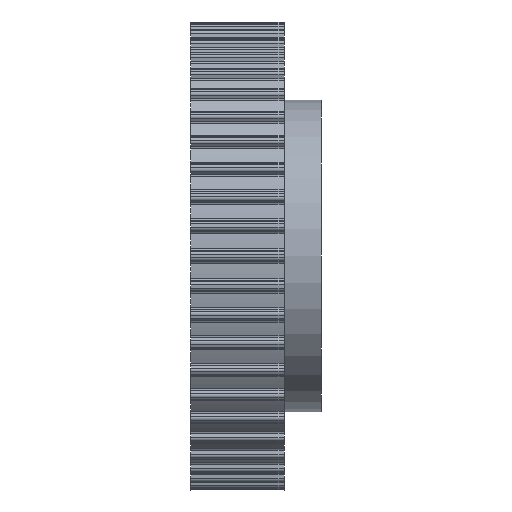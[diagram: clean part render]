
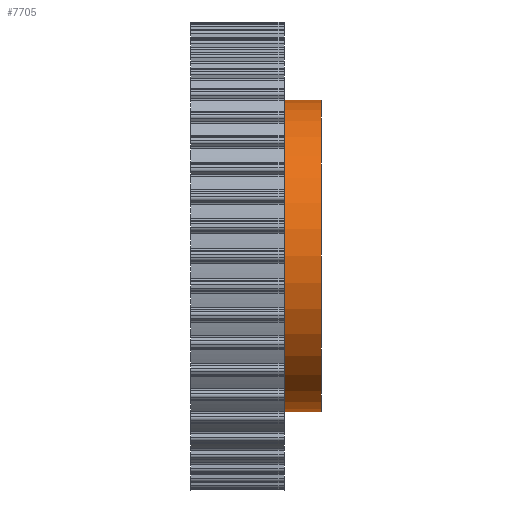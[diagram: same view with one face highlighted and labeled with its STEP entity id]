
A CAD part, front view. The second image highlights one B-rep face of the part: STEP entity #7705.
In plain terms, the highlighted cylindrical face has radius 25 mm (diameter 50 mm), a full revolution.
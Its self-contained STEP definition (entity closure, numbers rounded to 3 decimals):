
#55=CYLINDRICAL_SURFACE('',#8709,25.);
#574=VECTOR('',#10489,1.);
#1189=LINE('',#13286,#574);
#2034=VERTEX_POINT('',#12479);
#2456=VERTEX_POINT('',#13287);
#2747=CIRCLE('',#8420,25.);
#3036=CIRCLE('',#8710,25.);
#3460=EDGE_CURVE('',#2034,#2034,#2747,.T.);
#3882=EDGE_CURVE('',#2456,#2034,#1189,.T.);
#3883=EDGE_CURVE('',#2456,#2456,#3036,.T.);
#5151=ORIENTED_EDGE('',*,*,#3882,.T.);
#5152=ORIENTED_EDGE('',*,*,#3460,.T.);
#5153=ORIENTED_EDGE('',*,*,#3882,.F.);
#5154=ORIENTED_EDGE('',*,*,#3883,.F.);
#6849=EDGE_LOOP('',(#5151,#5152,#5153,#5154));
#7278=FACE_BOUND('',#6849,.T.);
#7705=ADVANCED_FACE('',(#7278),#55,.T.);
#8420=AXIS2_PLACEMENT_3D('',#12478,#9813,#9814);
#8709=AXIS2_PLACEMENT_3D('',#13285,#10487,#10488);
#8710=AXIS2_PLACEMENT_3D('',#13288,#10490,#10491);
#9813=DIRECTION('',(1.,0.,0.));
#9814=DIRECTION('',(0.,0.,-25.));
#10487=DIRECTION('',(1.,0.,0.));
#10488=DIRECTION('',(0.,0.,-25.));
#10489=DIRECTION('',(-1.,0.,0.));
#10490=DIRECTION('',(1.,0.,0.));
#10491=DIRECTION('',(0.,0.,-25.));
#12478=CARTESIAN_POINT('',(15.,0.,0.));
#12479=CARTESIAN_POINT('',(15.,0.,-25.));
#13285=CARTESIAN_POINT('',(21.,0.,0.));
#13286=CARTESIAN_POINT('',(15.,0.,-25.));
#13287=CARTESIAN_POINT('',(21.,0.,-25.));
#13288=CARTESIAN_POINT('',(21.,0.,0.));
